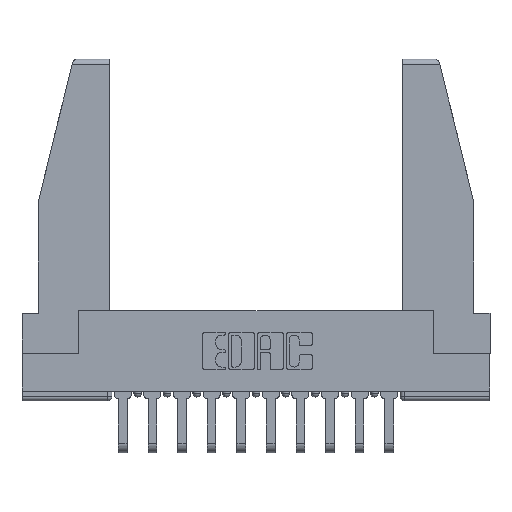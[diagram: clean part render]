
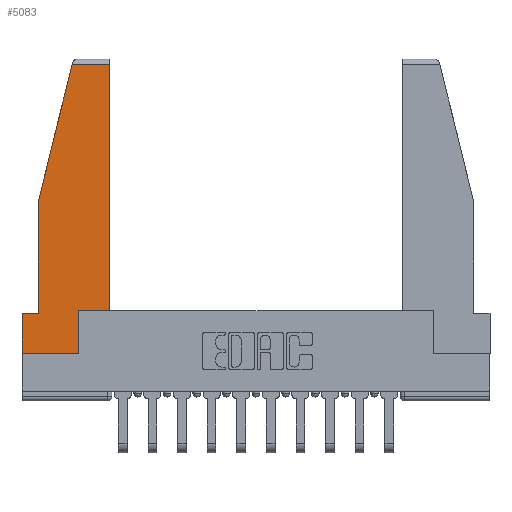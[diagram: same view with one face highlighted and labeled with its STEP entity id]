
A CAD part, top view. The second image highlights one B-rep face of the part: STEP entity #5083.
In plain terms, the highlighted planar face has unit normal (0, 0, 1).
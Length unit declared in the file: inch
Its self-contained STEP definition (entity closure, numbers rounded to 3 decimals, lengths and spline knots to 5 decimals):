
#131 = EDGE_CURVE ( 'NONE', #12593, #7783, #12562, .T. ) ;
#230 = EDGE_CURVE ( 'NONE', #12030, #7887, #14724, .T. ) ;
#424 = CARTESIAN_POINT ( 'NONE',  ( 0.461, 0.223, 0. ) ) ;
#613 = DIRECTION ( 'NONE',  ( 1., 0., 0. ) ) ;
#616 = ORIENTED_EDGE ( 'NONE', *, *, #230, .T. ) ;
#831 = DIRECTION ( 'NONE',  ( -0.239, -0.971, 0. ) ) ;
#1523 = LINE ( 'NONE', #12984, #5535 ) ;
#1594 = DIRECTION ( 'NONE',  ( 1., 0., 0. ) ) ;
#1716 = CARTESIAN_POINT ( 'NONE',  ( 0.2636, 1.52, 0. ) ) ;
#1785 = CARTESIAN_POINT ( 'NONE',  ( 0.271, 1.55, 0. ) ) ;
#2536 = CARTESIAN_POINT ( 'NONE',  ( 0., 0., 0. ) ) ;
#2754 = VECTOR ( 'NONE', #8034, 39.37008 ) ;
#2866 = VECTOR ( 'NONE', #8096, 39.37008 ) ;
#3049 = VECTOR ( 'NONE', #13511, 39.37008 ) ;
#3264 = VECTOR ( 'NONE', #11945, 39.37008 ) ;
#3458 = CARTESIAN_POINT ( 'NONE',  ( 0., 1.52, 0. ) ) ;
#3497 = DIRECTION ( 'NONE',  ( 1., 0., 0. ) ) ;
#3554 = CARTESIAN_POINT ( 'NONE',  ( 0., 0.21, 0. ) ) ;
#3629 = EDGE_CURVE ( 'NONE', #13938, #12593, #8822, .T. ) ;
#3763 = LINE ( 'NONE', #1785, #5040 ) ;
#3830 = EDGE_CURVE ( 'NONE', #7783, #12030, #1523, .T. ) ;
#4252 = VECTOR ( 'NONE', #613, 39.37008 ) ;
#4299 = CARTESIAN_POINT ( 'NONE',  ( 0.297, 0., 0. ) ) ;
#5036 = EDGE_CURVE ( 'NONE', #9414, #9570, #5835, .T. ) ;
#5040 = VECTOR ( 'NONE', #831, 39.37008 ) ;
#5083 = ADVANCED_FACE ( 'NONE', ( #6191 ), #6714, .T. ) ;
#5130 = EDGE_CURVE ( 'NONE', #7887, #12174, #8385, .T. ) ;
#5209 = CARTESIAN_POINT ( 'NONE',  ( 0., 0., 0. ) ) ;
#5535 = VECTOR ( 'NONE', #1594, 39.37008 ) ;
#5794 = DIRECTION ( 'NONE',  ( -1., 0., 0. ) ) ;
#5835 = LINE ( 'NONE', #3554, #2754 ) ;
#6191 = FACE_OUTER_BOUND ( 'NONE', #7199, .T. ) ;
#6292 = CARTESIAN_POINT ( 'NONE',  ( 0.086, 0.8, 0. ) ) ;
#6392 = CARTESIAN_POINT ( 'NONE',  ( 0.297, 0., 0. ) ) ;
#6519 = ORIENTED_EDGE ( 'NONE', *, *, #131, .T. ) ;
#6714 = PLANE ( 'NONE',  #11856 ) ;
#7023 = VECTOR ( 'NONE', #7560, 39.37008 ) ;
#7199 = EDGE_LOOP ( 'NONE', ( #616, #9749, #11332, #8474, #8363, #7965, #12135, #6519, #14380 ) ) ;
#7560 = DIRECTION ( 'NONE',  ( 0., 1., 0. ) ) ;
#7783 = VERTEX_POINT ( 'NONE', #11397 ) ;
#7843 = VECTOR ( 'NONE', #5794, 39.37008 ) ;
#7887 = VERTEX_POINT ( 'NONE', #9189 ) ;
#7965 = ORIENTED_EDGE ( 'NONE', *, *, #9767, .T. ) ;
#8034 = DIRECTION ( 'NONE',  ( -1., 0., 0. ) ) ;
#8096 = DIRECTION ( 'NONE',  ( 0., -1., 0. ) ) ;
#8363 = ORIENTED_EDGE ( 'NONE', *, *, #5036, .T. ) ;
#8373 = CARTESIAN_POINT ( 'NONE',  ( 0.086, 0.21, 0. ) ) ;
#8385 = LINE ( 'NONE', #3458, #7843 ) ;
#8474 = ORIENTED_EDGE ( 'NONE', *, *, #14049, .T. ) ;
#8822 = LINE ( 'NONE', #5209, #4252 ) ;
#9189 = CARTESIAN_POINT ( 'NONE',  ( 0.461, 1.52, 0. ) ) ;
#9241 = CARTESIAN_POINT ( 'NONE',  ( 0., 0.21, 0. ) ) ;
#9277 = DIRECTION ( 'NONE',  ( 0., 0., 1. ) ) ;
#9414 = VERTEX_POINT ( 'NONE', #8373 ) ;
#9570 = VERTEX_POINT ( 'NONE', #12620 ) ;
#9749 = ORIENTED_EDGE ( 'NONE', *, *, #5130, .T. ) ;
#9767 = EDGE_CURVE ( 'NONE', #9570, #13938, #11666, .T. ) ;
#10128 = EDGE_CURVE ( 'NONE', #12174, #12580, #3763, .T. ) ;
#10390 = LINE ( 'NONE', #6292, #3264 ) ;
#11332 = ORIENTED_EDGE ( 'NONE', *, *, #10128, .T. ) ;
#11397 = CARTESIAN_POINT ( 'NONE',  ( 0.297, 0.223, 0. ) ) ;
#11666 = LINE ( 'NONE', #9241, #2866 ) ;
#11856 = AXIS2_PLACEMENT_3D ( 'NONE', #12723, #9277, #3497 ) ;
#11945 = DIRECTION ( 'NONE',  ( 0., -1., 0. ) ) ;
#12030 = VERTEX_POINT ( 'NONE', #13204 ) ;
#12135 = ORIENTED_EDGE ( 'NONE', *, *, #3629, .T. ) ;
#12174 = VERTEX_POINT ( 'NONE', #1716 ) ;
#12562 = LINE ( 'NONE', #6392, #7023 ) ;
#12580 = VERTEX_POINT ( 'NONE', #14802 ) ;
#12593 = VERTEX_POINT ( 'NONE', #4299 ) ;
#12620 = CARTESIAN_POINT ( 'NONE',  ( 0., 0.21, 0. ) ) ;
#12723 = CARTESIAN_POINT ( 'NONE',  ( 0., 0., 0. ) ) ;
#12984 = CARTESIAN_POINT ( 'NONE',  ( 0.297, 0.223, 0. ) ) ;
#13204 = CARTESIAN_POINT ( 'NONE',  ( 0.461, 0.223, 0. ) ) ;
#13511 = DIRECTION ( 'NONE',  ( 0., 1., 0. ) ) ;
#13938 = VERTEX_POINT ( 'NONE', #2536 ) ;
#14049 = EDGE_CURVE ( 'NONE', #12580, #9414, #10390, .T. ) ;
#14380 = ORIENTED_EDGE ( 'NONE', *, *, #3830, .T. ) ;
#14724 = LINE ( 'NONE', #424, #3049 ) ;
#14802 = CARTESIAN_POINT ( 'NONE',  ( 0.086, 0.8, 0. ) ) ;
